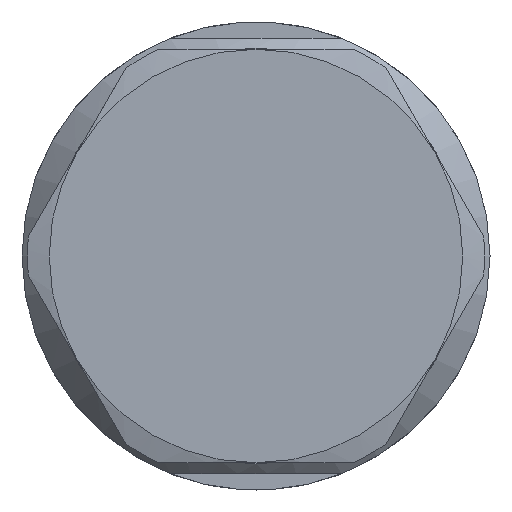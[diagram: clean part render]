
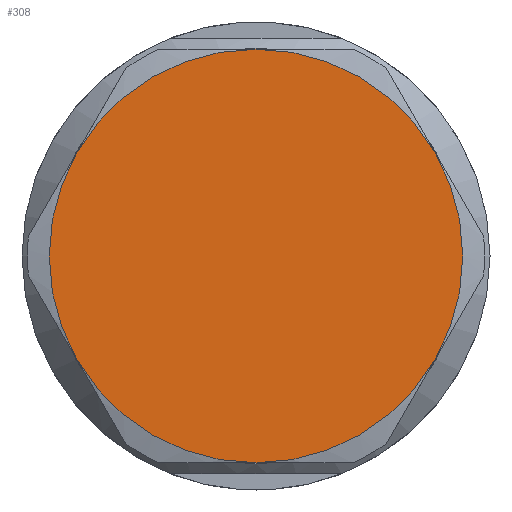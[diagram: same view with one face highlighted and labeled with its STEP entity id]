
A CAD part, left-side view. The second image highlights one B-rep face of the part: STEP entity #308.
In plain terms, the highlighted planar face has unit normal (-1, 0, 0).
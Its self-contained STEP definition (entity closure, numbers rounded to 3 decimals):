
#197=FACE_OUTER_BOUND('',#562,.T.);
#242=PLANE('',#1236);
#308=ADVANCED_FACE('',(#197),#242,.T.);
#562=EDGE_LOOP('',(#724,#725,#726,#727,#728,#729));
#724=ORIENTED_EDGE('',*,*,#987,.T.);
#725=ORIENTED_EDGE('',*,*,#988,.T.);
#726=ORIENTED_EDGE('',*,*,#989,.T.);
#727=ORIENTED_EDGE('',*,*,#990,.T.);
#728=ORIENTED_EDGE('',*,*,#991,.T.);
#729=ORIENTED_EDGE('',*,*,#992,.T.);
#886=VERTEX_POINT('',#1843);
#887=VERTEX_POINT('',#1844);
#888=VERTEX_POINT('',#1846);
#889=VERTEX_POINT('',#1848);
#890=VERTEX_POINT('',#1850);
#891=VERTEX_POINT('',#1852);
#987=EDGE_CURVE('',#886,#887,#1094,.T.);
#988=EDGE_CURVE('',#887,#888,#1095,.T.);
#989=EDGE_CURVE('',#888,#889,#1096,.T.);
#990=EDGE_CURVE('',#889,#890,#1097,.T.);
#991=EDGE_CURVE('',#890,#891,#1098,.T.);
#992=EDGE_CURVE('',#891,#886,#1099,.T.);
#1094=CIRCLE('',#1230,9.5);
#1095=CIRCLE('',#1231,9.5);
#1096=CIRCLE('',#1232,9.5);
#1097=CIRCLE('',#1233,9.5);
#1098=CIRCLE('',#1234,9.5);
#1099=CIRCLE('',#1235,9.5);
#1230=AXIS2_PLACEMENT_3D('',#1842,#1512,#1513);
#1231=AXIS2_PLACEMENT_3D('',#1845,#1514,#1515);
#1232=AXIS2_PLACEMENT_3D('',#1847,#1516,#1517);
#1233=AXIS2_PLACEMENT_3D('',#1849,#1518,#1519);
#1234=AXIS2_PLACEMENT_3D('',#1851,#1520,#1521);
#1235=AXIS2_PLACEMENT_3D('',#1853,#1522,#1523);
#1236=AXIS2_PLACEMENT_3D('',#1854,#1524,#1525);
#1512=DIRECTION('',(-1.,0.,0.));
#1513=DIRECTION('',(0.,1.,0.));
#1514=DIRECTION('',(-1.,0.,0.));
#1515=DIRECTION('',(0.,1.,0.));
#1516=DIRECTION('',(-1.,0.,0.));
#1517=DIRECTION('',(0.,1.,0.));
#1518=DIRECTION('',(-1.,0.,0.));
#1519=DIRECTION('',(0.,1.,0.));
#1520=DIRECTION('',(-1.,0.,0.));
#1521=DIRECTION('',(0.,1.,0.));
#1522=DIRECTION('',(-1.,0.,0.));
#1523=DIRECTION('',(0.,1.,0.));
#1524=DIRECTION('',(-1.,0.,0.));
#1525=DIRECTION('',(0.,1.,0.));
#1842=CARTESIAN_POINT('',(-23.5,0.,0.));
#1843=CARTESIAN_POINT('',(-23.5,-8.227,4.75));
#1844=CARTESIAN_POINT('',(-23.5,0.,9.5));
#1845=CARTESIAN_POINT('',(-23.5,0.,0.));
#1846=CARTESIAN_POINT('',(-23.5,8.227,4.75));
#1847=CARTESIAN_POINT('',(-23.5,0.,0.));
#1848=CARTESIAN_POINT('',(-23.5,8.227,-4.75));
#1849=CARTESIAN_POINT('',(-23.5,0.,0.));
#1850=CARTESIAN_POINT('',(-23.5,0.,-9.5));
#1851=CARTESIAN_POINT('',(-23.5,0.,0.));
#1852=CARTESIAN_POINT('',(-23.5,-8.227,-4.75));
#1853=CARTESIAN_POINT('',(-23.5,0.,0.));
#1854=CARTESIAN_POINT('',(-23.5,0.,0.));
